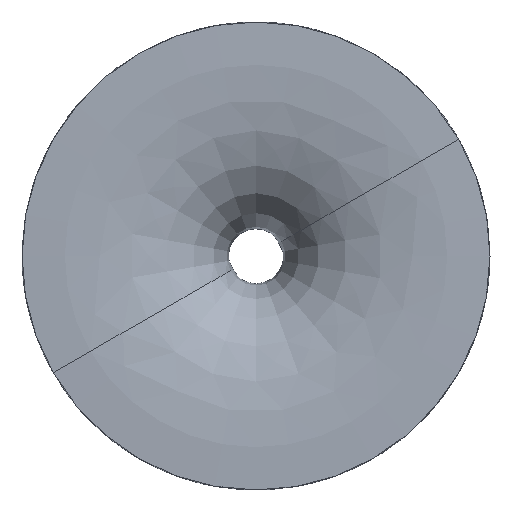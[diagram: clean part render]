
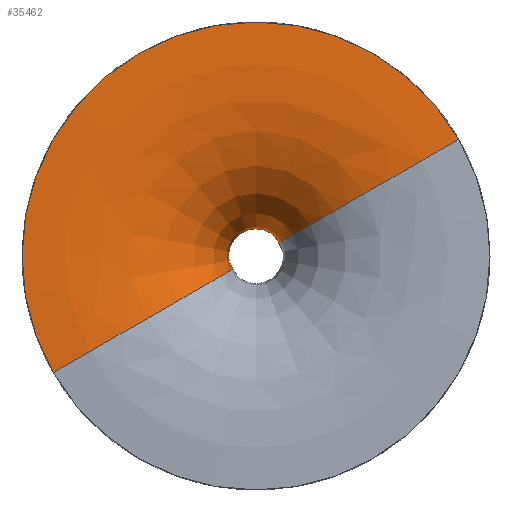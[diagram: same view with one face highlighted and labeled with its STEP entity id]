
A CAD part, top view. The second image highlights one B-rep face of the part: STEP entity #35462.
In plain terms, the highlighted face is a revolution surface.
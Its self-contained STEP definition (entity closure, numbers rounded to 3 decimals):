
#35412 = VERTEX_POINT('',#35413);
#35413 = CARTESIAN_POINT('',(-7.728,-4.441,0.));
#35418 = EDGE_CURVE('',#35419,#35412,#35421,.T.);
#35419 = VERTEX_POINT('',#35420);
#35420 = CARTESIAN_POINT('',(7.728,4.441,0.));
#35421 = CIRCLE('',#35422,8.913);
#35422 = AXIS2_PLACEMENT_3D('',#35423,#35424,#35425);
#35423 = CARTESIAN_POINT('',(0.,0.,0.));
#35424 = DIRECTION('',(0.,0.,1.));
#35425 = DIRECTION('',(-0.867,-0.498,0.));
#35462 = ADVANCED_FACE('[Impeller_1] Material domain SolidHub',(#35463),
  #35489,.F.);
#35463 = FACE_BOUND('',#35464,.F.);
#35464 = EDGE_LOOP('',(#35465,#35466,#35474,#35483));
#35465 = ORIENTED_EDGE('',*,*,#35418,.T.);
#35466 = ORIENTED_EDGE('',*,*,#35467,.T.);
#35467 = EDGE_CURVE('',#35412,#35468,#35470,.T.);
#35468 = VERTEX_POINT('',#35469);
#35469 = CARTESIAN_POINT('',(-66.088,-37.979,
    48.552));
#35470 = B_SPLINE_CURVE_WITH_KNOTS('',2,(#35471,#35472,#35473),
  .UNSPECIFIED.,.F.,.F.,(3,3),(0.,1.),.PIECEWISE_BEZIER_KNOTS.);
#35471 = CARTESIAN_POINT('',(-7.728,-4.441,0.));
#35472 = CARTESIAN_POINT('',(-2.857,-1.642,
    53.133));
#35473 = CARTESIAN_POINT('',(-66.088,-37.979,
    48.552));
#35474 = ORIENTED_EDGE('',*,*,#35475,.F.);
#35475 = EDGE_CURVE('',#35476,#35468,#35478,.T.);
#35476 = VERTEX_POINT('',#35477);
#35477 = CARTESIAN_POINT('',(66.088,37.979,
    48.552));
#35478 = CIRCLE('',#35479,76.224);
#35479 = AXIS2_PLACEMENT_3D('',#35480,#35481,#35482);
#35480 = CARTESIAN_POINT('',(0.,0.,48.552));
#35481 = DIRECTION('',(0.,0.,1.));
#35482 = DIRECTION('',(-0.867,-0.498,0.));
#35483 = ORIENTED_EDGE('',*,*,#35484,.F.);
#35484 = EDGE_CURVE('',#35419,#35476,#35485,.T.);
#35485 = B_SPLINE_CURVE_WITH_KNOTS('',2,(#35486,#35487,#35488),
  .UNSPECIFIED.,.F.,.F.,(3,3),(0.,1.),.PIECEWISE_BEZIER_KNOTS.);
#35486 = CARTESIAN_POINT('',(7.728,4.441,0.));
#35487 = CARTESIAN_POINT('',(2.857,1.642,
    53.133));
#35488 = CARTESIAN_POINT('',(66.088,37.979,
    48.552));
#35489 = SURFACE_OF_REVOLUTION('',#35490,#35494);
#35490 = B_SPLINE_CURVE_WITH_KNOTS('',2,(#35491,#35492,#35493),
  .UNSPECIFIED.,.F.,.F.,(3,3),(0.,1.),.PIECEWISE_BEZIER_KNOTS.);
#35491 = CARTESIAN_POINT('',(-7.728,-4.441,0.));
#35492 = CARTESIAN_POINT('',(-2.857,-1.642,
    53.133));
#35493 = CARTESIAN_POINT('',(-66.088,-37.979,
    48.552));
#35494 = AXIS1_PLACEMENT('',#35495,#35496);
#35495 = CARTESIAN_POINT('',(0.,0.,0.));
#35496 = DIRECTION('',(0.,0.,1.));
